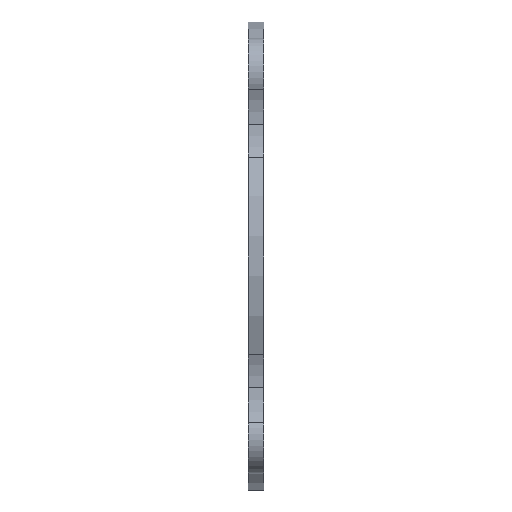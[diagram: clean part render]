
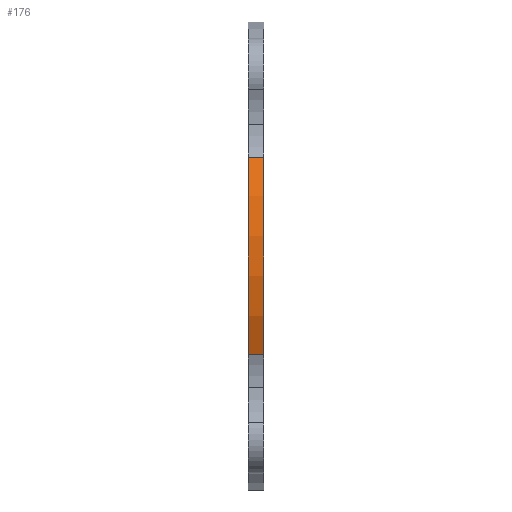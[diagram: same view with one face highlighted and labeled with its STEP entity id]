
A CAD part, left-side view. The second image highlights one B-rep face of the part: STEP entity #176.
In plain terms, the highlighted cylindrical face has radius 30 mm (diameter 60 mm), a partial arc.
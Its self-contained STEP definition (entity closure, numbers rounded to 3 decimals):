
#135=CARTESIAN_POINT('',(0.,2.,0.));
#136=DIRECTION('',(0.,-1.,0.));
#137=DIRECTION('',(1.,0.,0.));
#138=AXIS2_PLACEMENT_3D('',#135,#136,#137);
#139=CYLINDRICAL_SURFACE('',#138,30.);
#140=CARTESIAN_POINT('',(-27.218,-0.,12.617));
#141=VERTEX_POINT('',#140);
#142=CARTESIAN_POINT('',(-27.218,-0.,-12.617));
#143=VERTEX_POINT('',#142);
#144=CARTESIAN_POINT('',(0.,0.,0.));
#145=DIRECTION('',(0.,-1.,0.));
#146=DIRECTION('',(1.,0.,0.));
#147=AXIS2_PLACEMENT_3D('',#144,#145,#146);
#148=CIRCLE('',#147,30.);
#149=EDGE_CURVE('',#141,#143,#148,.T.);
#150=ORIENTED_EDGE('',*,*,#149,.F.);
#151=CARTESIAN_POINT('',(-27.218,2.,12.617));
#152=VERTEX_POINT('',#151);
#153=CARTESIAN_POINT('',(-27.218,2.,12.617));
#154=DIRECTION('',(0.,-1.,0.));
#155=VECTOR('',#154,2.);
#156=LINE('',#153,#155);
#157=EDGE_CURVE('',#152,#141,#156,.T.);
#158=ORIENTED_EDGE('',*,*,#157,.F.);
#159=CARTESIAN_POINT('',(-27.218,2.,-12.617));
#160=VERTEX_POINT('',#159);
#161=CARTESIAN_POINT('',(0.,2.,0.));
#162=DIRECTION('',(0.,-1.,0.));
#163=DIRECTION('',(1.,0.,0.));
#164=AXIS2_PLACEMENT_3D('',#161,#162,#163);
#165=CIRCLE('',#164,30.);
#166=EDGE_CURVE('',#152,#160,#165,.T.);
#167=ORIENTED_EDGE('',*,*,#166,.T.);
#168=CARTESIAN_POINT('',(-27.218,2.,-12.617));
#169=DIRECTION('',(0.,-1.,0.));
#170=VECTOR('',#169,2.);
#171=LINE('',#168,#170);
#172=EDGE_CURVE('',#160,#143,#171,.T.);
#173=ORIENTED_EDGE('',*,*,#172,.T.);
#174=EDGE_LOOP('',(#150,#158,#167,#173));
#175=FACE_BOUND('',#174,.T.);
#176=ADVANCED_FACE('',(#175),#139,.T.);
